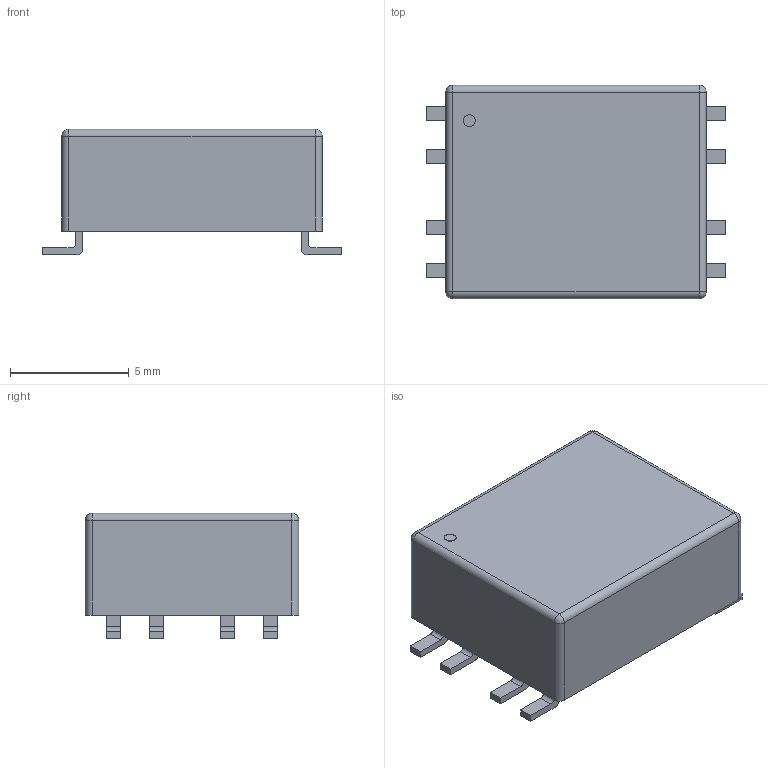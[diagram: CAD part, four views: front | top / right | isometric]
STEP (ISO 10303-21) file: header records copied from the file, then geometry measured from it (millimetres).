
FILE_DESCRIPTION (( 'STEP AP214' ), '1' );
FILE_NAME ('RMR-012.STEP', '2025-11-04T03:27:53', ( '' ), ( '' ), 'SwSTEP 2.0', 'SolidWorks 2024', '' );
FILE_SCHEMA (( 'AUTOMOTIVE_DESIGN' ));
Length unit declared in the file: millimetre
Products named in the file (3): RMR-012-BODY_默认; RMR-012-PIN_默认; RMR-012
Assembly tree (9 placements, depth 2):
  RMR-012
    RMR-012-BODY_默认
    RMR-012-PIN_默认  x8
Bounding box: 12.6 x 9 x 5.3 mm (x, y, z)
Volume: 320.1 mm3; surface area: 834.2 mm2
Topology: 10 solids, 10 shells, 112 faces, 262 edges, 168 vertices
Faces by surface type: plane 82, cylinder 26, sphere 4
Entity records: 1275 total; most frequent: DIRECTION 222, CARTESIAN_POINT 200, ORIENTED_EDGE 180, EDGE_CURVE 90, AXIS2_PLACEMENT_3D 78, VECTOR 66, LINE 66, VERTEX_POINT 56
